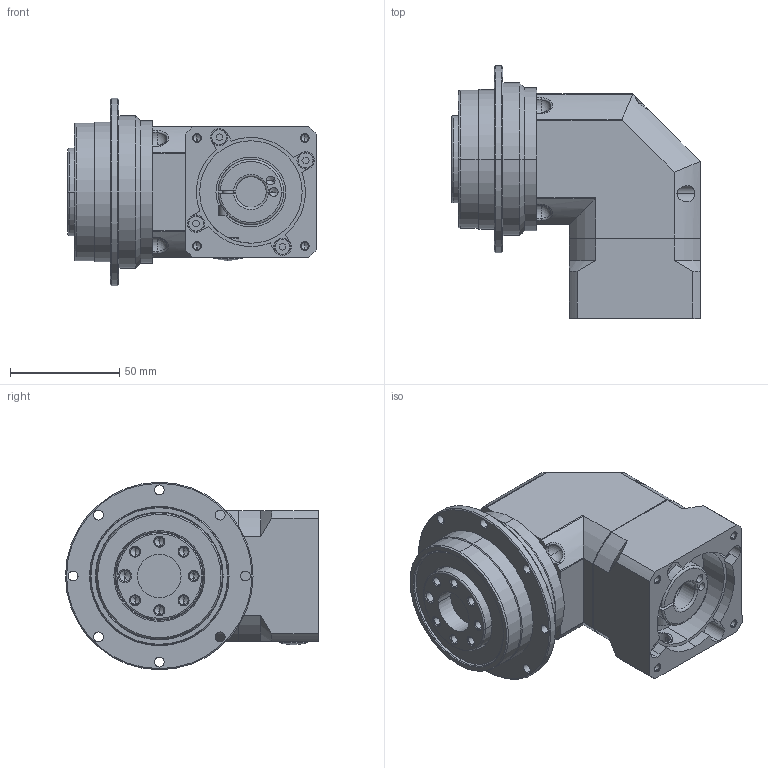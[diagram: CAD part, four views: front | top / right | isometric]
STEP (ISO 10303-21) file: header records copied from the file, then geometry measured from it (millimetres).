
FILE_DESCRIPTION (( 'STEP AP203' ), '1' );
FILE_NAME ('PGFR064-L1-14-50-70-M4.STEP', '2024-02-23T07:31:03', ( '' ), ( '' ), 'SwSTEP 2.0', 'SolidWorks 2018', '' );
FILE_SCHEMA (( 'CONFIG_CONTROL_DESIGN' ));
Length unit declared in the file: millimetre
Products named in the file (1): PGFR064-L1-14-50-70-M4
Bounding box: 114 x 116 x 86 mm (x, y, z)
Volume: 458311.7 mm3; surface area: 90698.1 mm2
Topology: 17 solids, 17 shells, 542 faces, 1294 edges, 797 vertices
Faces by surface type: cylinder 185, plane 183, cone 98, torus 42, bspline 26, sphere 8
Entity records: 17159 total; most frequent: CARTESIAN_POINT 4501, DIRECTION 2744, ORIENTED_EDGE 2528, EDGE_CURVE 1264, AXIS2_PLACEMENT_3D 1084, VERTEX_POINT 797, EDGE_LOOP 621, VECTOR 576
